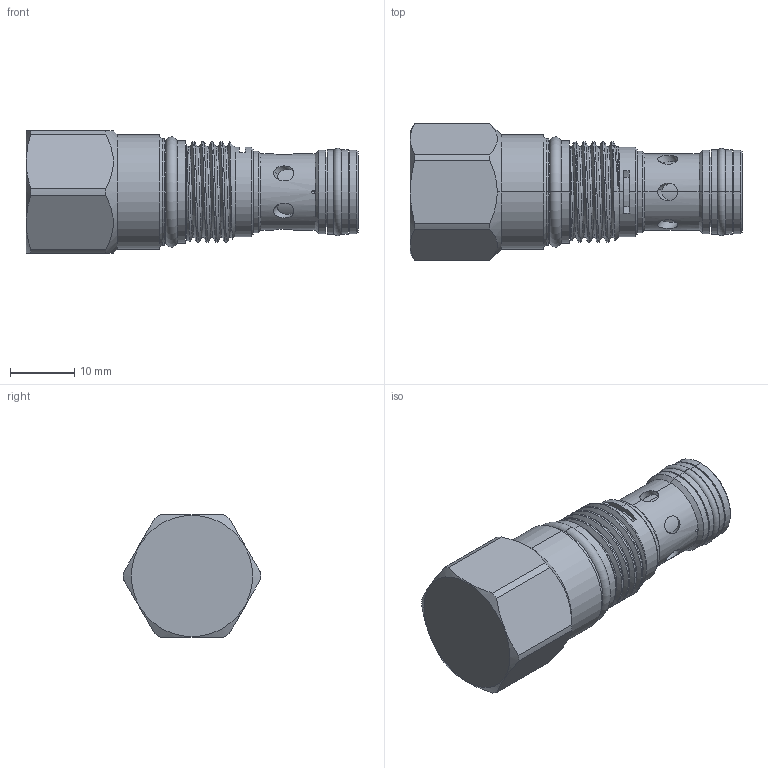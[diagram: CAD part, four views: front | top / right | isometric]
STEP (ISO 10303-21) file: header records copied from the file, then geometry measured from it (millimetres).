
FILE_DESCRIPTION (( 'STEP AP203' ), '1' );
FILE_NAME ('NC162A21-N.STEP', '2022-06-17T02:10:47', ( '' ), ( '' ), 'SwSTEP 2.0', 'SolidWorks 2018', '' );
FILE_SCHEMA (( 'CONFIG_CONTROL_DESIGN' ));
Length unit declared in the file: millimetre
Products named in the file (1): NC162A21-N
Bounding box: 51.73 x 21.4 x 19.05 mm (x, y, z)
Volume: 10491.3 mm3; surface area: 3984.6 mm2
Topology: 1 solids, 2 shells, 149 faces, 355 edges, 227 vertices
Faces by surface type: cylinder 89, cone 25, plane 24, torus 8, bspline 3
Entity records: 6399 total; most frequent: CARTESIAN_POINT 2952, ORIENTED_EDGE 710, DIRECTION 701, EDGE_CURVE 355, AXIS2_PLACEMENT_3D 296, VERTEX_POINT 227, EDGE_LOOP 168, FACE_OUTER_BOUND 149
